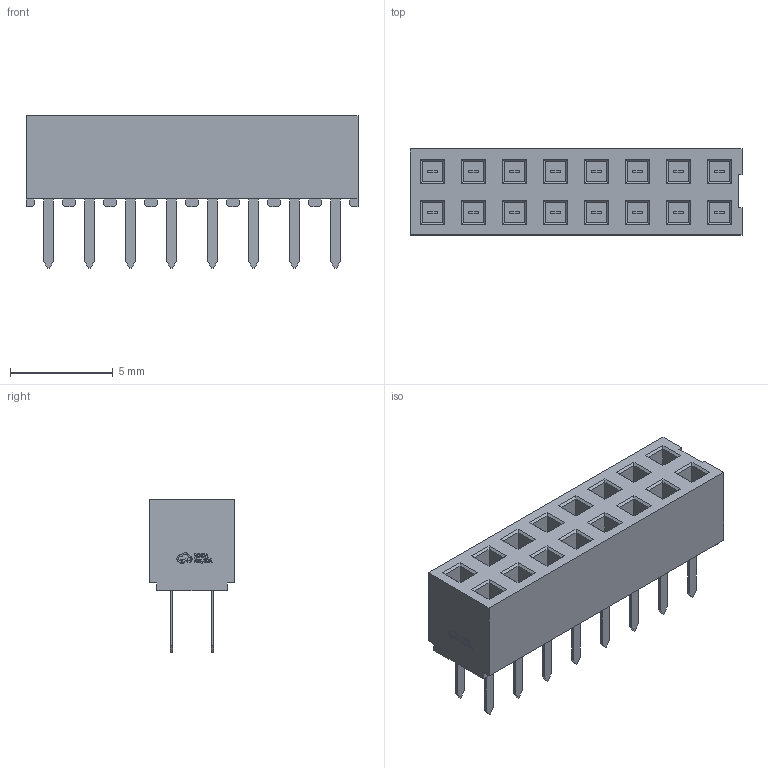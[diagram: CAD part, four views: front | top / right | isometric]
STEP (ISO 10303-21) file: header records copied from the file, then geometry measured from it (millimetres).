
FILE_DESCRIPTION (( 'STEP AP214' ), '1' );
FILE_NAME ('CONN-TH_16P-P2.00_79107-7007.step', '2022-08-03T15:03:27', ( '' ), ( '' ), 'SwSTEP 2.0', 'SolidWorks 2020', '' );
FILE_SCHEMA (( 'AUTOMOTIVE_DESIGN' ));
Length unit declared in the file: millimetre
Products named in the file (1): CONN-TH_16P-P2.00_79107-7007
Bounding box: 16.19 x 4.19 x 7.44 mm (x, y, z)
Volume: 228.6 mm3; surface area: 653.8 mm2
Topology: 14 solids, 14 shells, 636 faces, 1595 edges, 1042 vertices
Faces by surface type: plane 538, bspline 98
Entity records: 24178 total; most frequent: CARTESIAN_POINT 4580, ORIENTED_EDGE 3190, DIRECTION 2473, EDGE_CURVE 1595, LINE 1395, VECTOR 1395, VERTEX_POINT 1042, EDGE_LOOP 703
